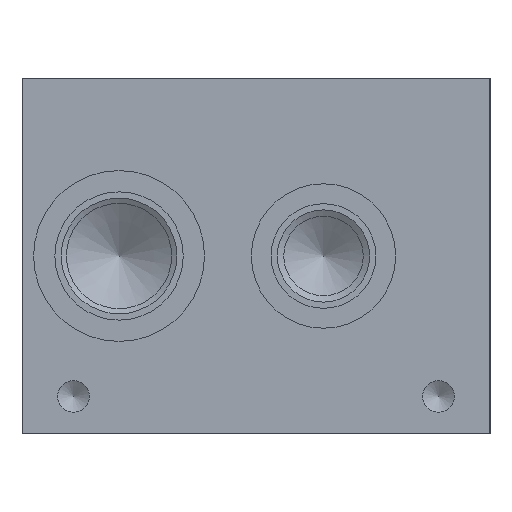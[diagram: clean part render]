
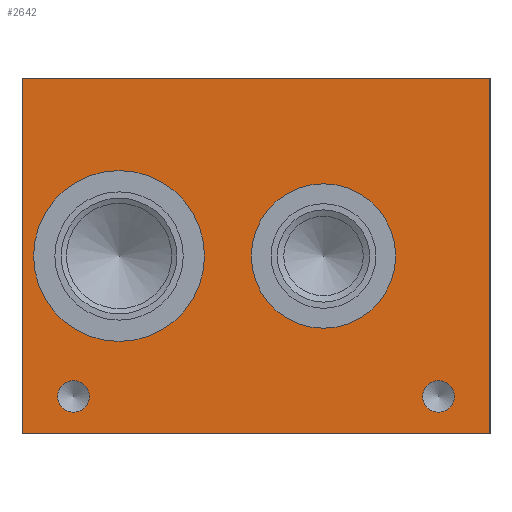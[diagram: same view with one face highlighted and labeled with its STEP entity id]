
A CAD part, left-side view. The second image highlights one B-rep face of the part: STEP entity #2642.
In plain terms, the highlighted planar face has unit normal (-1, 0, 0).
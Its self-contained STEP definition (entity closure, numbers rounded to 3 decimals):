
#598=CARTESIAN_POINT('',(0.0,125.832,89.306));
#599=VERTEX_POINT('',#598);
#600=CARTESIAN_POINT('',(0.0,125.832,60.325));
#601=DIRECTION('',(1.0,0.0,0.0));
#602=DIRECTION('',(0.0,0.0,1.0));
#603=AXIS2_PLACEMENT_3D('',#600,#601,#602);
#604=CIRCLE('',#603,28.981);
#605=EDGE_CURVE('',#599,#599,#604,.T.);
#755=CARTESIAN_POINT('',(0.0,56.49,84.811));
#756=VERTEX_POINT('',#755);
#757=CARTESIAN_POINT('',(0.0,56.49,60.325));
#758=DIRECTION('',(1.0,0.0,0.0));
#759=DIRECTION('',(0.0,0.0,1.0));
#760=AXIS2_PLACEMENT_3D('',#757,#758,#759);
#761=CIRCLE('',#760,24.486);
#762=EDGE_CURVE('',#756,#756,#761,.T.);
#792=CARTESIAN_POINT('',(0.0,141.287,18.059));
#793=VERTEX_POINT('',#792);
#794=CARTESIAN_POINT('',(0.0,141.287,12.7));
#795=DIRECTION('',(1.0,0.0,0.0));
#796=DIRECTION('',(0.0,0.0,1.0));
#797=AXIS2_PLACEMENT_3D('',#794,#795,#796);
#798=CIRCLE('',#797,5.359);
#799=EDGE_CURVE('',#793,#793,#798,.T.);
#829=CARTESIAN_POINT('',(0.0,17.462,18.059));
#830=VERTEX_POINT('',#829);
#831=CARTESIAN_POINT('',(0.0,17.462,12.7));
#832=DIRECTION('',(1.0,0.0,0.0));
#833=DIRECTION('',(0.0,0.0,1.0));
#834=AXIS2_PLACEMENT_3D('',#831,#832,#833);
#835=CIRCLE('',#834,5.359);
#836=EDGE_CURVE('',#830,#830,#835,.T.);
#2591=CARTESIAN_POINT('',(0.0,0.0,0.0));
#2592=DIRECTION('',(-1.0,0.0,0.0));
#2593=DIRECTION('',(0.0,0.0,1.0));
#2594=AXIS2_PLACEMENT_3D('',#2591,#2592,#2593);
#2595=PLANE('',#2594);
#2596=CARTESIAN_POINT('',(0.0,0.0,120.65));
#2597=VERTEX_POINT('',#2596);
#2598=CARTESIAN_POINT('',(0.0,158.75,120.65));
#2599=VERTEX_POINT('',#2598);
#2600=CARTESIAN_POINT('',(0.0,0.0,120.65));
#2601=DIRECTION('',(0.0,1.0,0.0));
#2602=VECTOR('',#2601,158.75);
#2603=LINE('',#2600,#2602);
#2604=EDGE_CURVE('',#2597,#2599,#2603,.T.);
#2605=ORIENTED_EDGE('',*,*,#2604,.T.);
#2606=CARTESIAN_POINT('',(0.0,158.75,0.0));
#2607=VERTEX_POINT('',#2606);
#2608=CARTESIAN_POINT('',(0.0,158.75,0.0));
#2609=DIRECTION('',(0.0,0.0,1.0));
#2610=VECTOR('',#2609,120.65);
#2611=LINE('',#2608,#2610);
#2612=EDGE_CURVE('',#2607,#2599,#2611,.T.);
#2613=ORIENTED_EDGE('',*,*,#2612,.F.);
#2614=CARTESIAN_POINT('',(0.0,0.0,0.0));
#2615=VERTEX_POINT('',#2614);
#2616=CARTESIAN_POINT('',(0.0,158.75,0.0));
#2617=DIRECTION('',(0.0,-1.0,0.0));
#2618=VECTOR('',#2617,158.75);
#2619=LINE('',#2616,#2618);
#2620=EDGE_CURVE('',#2607,#2615,#2619,.T.);
#2621=ORIENTED_EDGE('',*,*,#2620,.T.);
#2622=CARTESIAN_POINT('',(0.0,0.0,0.0));
#2623=DIRECTION('',(0.0,0.0,1.0));
#2624=VECTOR('',#2623,120.65);
#2625=LINE('',#2622,#2624);
#2626=EDGE_CURVE('',#2615,#2597,#2625,.T.);
#2627=ORIENTED_EDGE('',*,*,#2626,.T.);
#2628=EDGE_LOOP('',(#2605,#2613,#2621,#2627));
#2629=FACE_OUTER_BOUND('',#2628,.T.);
#2630=ORIENTED_EDGE('',*,*,#605,.T.);
#2631=EDGE_LOOP('',(#2630));
#2632=FACE_BOUND('',#2631,.T.);
#2633=ORIENTED_EDGE('',*,*,#762,.T.);
#2634=EDGE_LOOP('',(#2633));
#2635=FACE_BOUND('',#2634,.T.);
#2636=ORIENTED_EDGE('',*,*,#799,.T.);
#2637=EDGE_LOOP('',(#2636));
#2638=FACE_BOUND('',#2637,.T.);
#2639=ORIENTED_EDGE('',*,*,#836,.T.);
#2640=EDGE_LOOP('',(#2639));
#2641=FACE_BOUND('',#2640,.T.);
#2642=ADVANCED_FACE('',(#2629,#2632,#2635,#2638,#2641),#2595,.T.);
